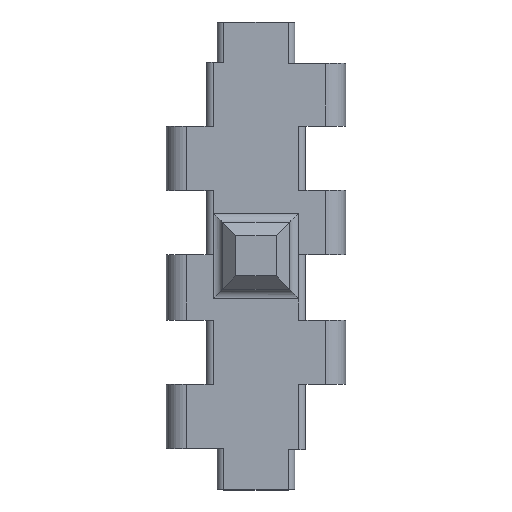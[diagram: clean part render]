
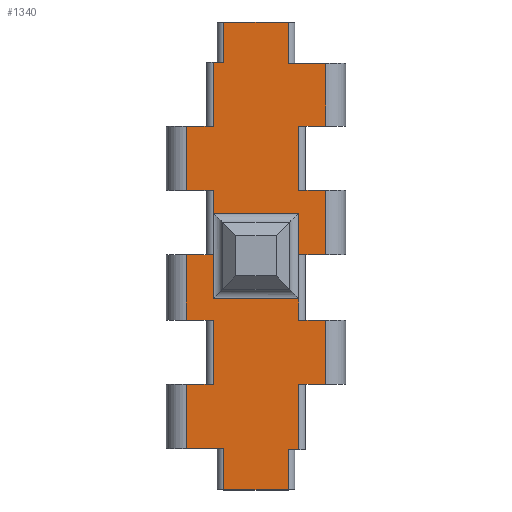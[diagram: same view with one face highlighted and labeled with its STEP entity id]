
A CAD part, top view. The second image highlights one B-rep face of the part: STEP entity #1340.
In plain terms, the highlighted planar face has unit normal (0, 0, 1).
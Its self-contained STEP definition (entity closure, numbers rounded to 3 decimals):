
#79=FACE_BOUND('',#209,.T.);
#94=PLANE('',#1431);
#135=FACE_OUTER_BOUND('',#208,.T.);
#208=EDGE_LOOP('',(#918,#919,#920,#921,#922,#923,#924,#925,#926,#927,#928,
#929,#930,#931,#932,#933,#934,#935,#936,#937,#938,#939,#940,#941,#942,#943,
#944,#945,#946,#947,#948,#949));
#209=EDGE_LOOP('',(#950,#951,#952,#953));
#292=LINE('',#1984,#426);
#294=LINE('',#1992,#428);
#296=LINE('',#1998,#430);
#299=LINE('',#2004,#433);
#305=LINE('',#2018,#439);
#306=LINE('',#2020,#440);
#307=LINE('',#2022,#441);
#308=LINE('',#2024,#442);
#309=LINE('',#2026,#443);
#310=LINE('',#2028,#444);
#311=LINE('',#2030,#445);
#312=LINE('',#2032,#446);
#313=LINE('',#2034,#447);
#314=LINE('',#2036,#448);
#315=LINE('',#2038,#449);
#316=LINE('',#2040,#450);
#317=LINE('',#2042,#451);
#318=LINE('',#2044,#452);
#319=LINE('',#2046,#453);
#320=LINE('',#2048,#454);
#321=LINE('',#2050,#455);
#322=LINE('',#2052,#456);
#323=LINE('',#2054,#457);
#324=LINE('',#2056,#458);
#325=LINE('',#2058,#459);
#326=LINE('',#2060,#460);
#327=LINE('',#2062,#461);
#328=LINE('',#2064,#462);
#329=LINE('',#2066,#463);
#330=LINE('',#2068,#464);
#331=LINE('',#2070,#465);
#332=LINE('',#2072,#466);
#333=LINE('',#2074,#467);
#334=LINE('',#2076,#468);
#335=LINE('',#2078,#469);
#336=LINE('',#2079,#470);
#426=VECTOR('',#1566,10.);
#428=VECTOR('',#1574,10.);
#430=VECTOR('',#1580,10.);
#433=VECTOR('',#1587,10.);
#439=VECTOR('',#1599,10.);
#440=VECTOR('',#1600,10.);
#441=VECTOR('',#1601,10.);
#442=VECTOR('',#1602,10.);
#443=VECTOR('',#1603,10.);
#444=VECTOR('',#1604,10.);
#445=VECTOR('',#1605,10.);
#446=VECTOR('',#1606,10.);
#447=VECTOR('',#1607,10.);
#448=VECTOR('',#1608,10.);
#449=VECTOR('',#1609,10.);
#450=VECTOR('',#1610,10.);
#451=VECTOR('',#1611,10.);
#452=VECTOR('',#1612,10.);
#453=VECTOR('',#1613,10.);
#454=VECTOR('',#1614,10.);
#455=VECTOR('',#1615,10.);
#456=VECTOR('',#1616,10.);
#457=VECTOR('',#1617,10.);
#458=VECTOR('',#1618,10.);
#459=VECTOR('',#1619,10.);
#460=VECTOR('',#1620,10.);
#461=VECTOR('',#1621,10.);
#462=VECTOR('',#1622,10.);
#463=VECTOR('',#1623,10.);
#464=VECTOR('',#1624,10.);
#465=VECTOR('',#1625,10.);
#466=VECTOR('',#1626,10.);
#467=VECTOR('',#1627,10.);
#468=VECTOR('',#1628,10.);
#469=VECTOR('',#1629,10.);
#470=VECTOR('',#1630,10.);
#560=VERTEX_POINT('',#1982);
#561=VERTEX_POINT('',#1983);
#564=VERTEX_POINT('',#1991);
#566=VERTEX_POINT('',#1997);
#571=VERTEX_POINT('',#2016);
#572=VERTEX_POINT('',#2017);
#573=VERTEX_POINT('',#2019);
#574=VERTEX_POINT('',#2021);
#575=VERTEX_POINT('',#2023);
#576=VERTEX_POINT('',#2025);
#577=VERTEX_POINT('',#2027);
#578=VERTEX_POINT('',#2029);
#579=VERTEX_POINT('',#2031);
#580=VERTEX_POINT('',#2033);
#581=VERTEX_POINT('',#2035);
#582=VERTEX_POINT('',#2037);
#583=VERTEX_POINT('',#2039);
#584=VERTEX_POINT('',#2041);
#585=VERTEX_POINT('',#2043);
#586=VERTEX_POINT('',#2045);
#587=VERTEX_POINT('',#2047);
#588=VERTEX_POINT('',#2049);
#589=VERTEX_POINT('',#2051);
#590=VERTEX_POINT('',#2053);
#591=VERTEX_POINT('',#2055);
#592=VERTEX_POINT('',#2057);
#593=VERTEX_POINT('',#2059);
#594=VERTEX_POINT('',#2061);
#595=VERTEX_POINT('',#2063);
#596=VERTEX_POINT('',#2065);
#597=VERTEX_POINT('',#2067);
#598=VERTEX_POINT('',#2069);
#599=VERTEX_POINT('',#2071);
#600=VERTEX_POINT('',#2073);
#601=VERTEX_POINT('',#2075);
#602=VERTEX_POINT('',#2077);
#692=EDGE_CURVE('',#560,#561,#292,.T.);
#696=EDGE_CURVE('',#561,#564,#294,.T.);
#699=EDGE_CURVE('',#564,#566,#296,.T.);
#703=EDGE_CURVE('',#566,#560,#299,.T.);
#709=EDGE_CURVE('',#571,#572,#305,.T.);
#710=EDGE_CURVE('',#571,#573,#306,.T.);
#711=EDGE_CURVE('',#574,#573,#307,.T.);
#712=EDGE_CURVE('',#574,#575,#308,.T.);
#713=EDGE_CURVE('',#576,#575,#309,.T.);
#714=EDGE_CURVE('',#576,#577,#310,.T.);
#715=EDGE_CURVE('',#578,#577,#311,.T.);
#716=EDGE_CURVE('',#578,#579,#312,.T.);
#717=EDGE_CURVE('',#580,#579,#313,.T.);
#718=EDGE_CURVE('',#580,#581,#314,.T.);
#719=EDGE_CURVE('',#582,#581,#315,.T.);
#720=EDGE_CURVE('',#582,#583,#316,.T.);
#721=EDGE_CURVE('',#584,#583,#317,.T.);
#722=EDGE_CURVE('',#584,#585,#318,.T.);
#723=EDGE_CURVE('',#586,#585,#319,.T.);
#724=EDGE_CURVE('',#586,#587,#320,.T.);
#725=EDGE_CURVE('',#588,#587,#321,.T.);
#726=EDGE_CURVE('',#588,#589,#322,.T.);
#727=EDGE_CURVE('',#590,#589,#323,.T.);
#728=EDGE_CURVE('',#590,#591,#324,.T.);
#729=EDGE_CURVE('',#592,#591,#325,.T.);
#730=EDGE_CURVE('',#592,#593,#326,.T.);
#731=EDGE_CURVE('',#594,#593,#327,.T.);
#732=EDGE_CURVE('',#594,#595,#328,.T.);
#733=EDGE_CURVE('',#596,#595,#329,.T.);
#734=EDGE_CURVE('',#596,#597,#330,.T.);
#735=EDGE_CURVE('',#598,#597,#331,.T.);
#736=EDGE_CURVE('',#598,#599,#332,.T.);
#737=EDGE_CURVE('',#600,#599,#333,.T.);
#738=EDGE_CURVE('',#600,#601,#334,.T.);
#739=EDGE_CURVE('',#602,#601,#335,.T.);
#740=EDGE_CURVE('',#602,#572,#336,.T.);
#918=ORIENTED_EDGE('',*,*,#709,.F.);
#919=ORIENTED_EDGE('',*,*,#710,.T.);
#920=ORIENTED_EDGE('',*,*,#711,.F.);
#921=ORIENTED_EDGE('',*,*,#712,.T.);
#922=ORIENTED_EDGE('',*,*,#713,.F.);
#923=ORIENTED_EDGE('',*,*,#714,.T.);
#924=ORIENTED_EDGE('',*,*,#715,.F.);
#925=ORIENTED_EDGE('',*,*,#716,.T.);
#926=ORIENTED_EDGE('',*,*,#717,.F.);
#927=ORIENTED_EDGE('',*,*,#718,.T.);
#928=ORIENTED_EDGE('',*,*,#719,.F.);
#929=ORIENTED_EDGE('',*,*,#720,.T.);
#930=ORIENTED_EDGE('',*,*,#721,.F.);
#931=ORIENTED_EDGE('',*,*,#722,.T.);
#932=ORIENTED_EDGE('',*,*,#723,.F.);
#933=ORIENTED_EDGE('',*,*,#724,.T.);
#934=ORIENTED_EDGE('',*,*,#725,.F.);
#935=ORIENTED_EDGE('',*,*,#726,.T.);
#936=ORIENTED_EDGE('',*,*,#727,.F.);
#937=ORIENTED_EDGE('',*,*,#728,.T.);
#938=ORIENTED_EDGE('',*,*,#729,.F.);
#939=ORIENTED_EDGE('',*,*,#730,.T.);
#940=ORIENTED_EDGE('',*,*,#731,.F.);
#941=ORIENTED_EDGE('',*,*,#732,.T.);
#942=ORIENTED_EDGE('',*,*,#733,.F.);
#943=ORIENTED_EDGE('',*,*,#734,.T.);
#944=ORIENTED_EDGE('',*,*,#735,.F.);
#945=ORIENTED_EDGE('',*,*,#736,.T.);
#946=ORIENTED_EDGE('',*,*,#737,.F.);
#947=ORIENTED_EDGE('',*,*,#738,.T.);
#948=ORIENTED_EDGE('',*,*,#739,.F.);
#949=ORIENTED_EDGE('',*,*,#740,.T.);
#950=ORIENTED_EDGE('',*,*,#692,.F.);
#951=ORIENTED_EDGE('',*,*,#703,.F.);
#952=ORIENTED_EDGE('',*,*,#699,.F.);
#953=ORIENTED_EDGE('',*,*,#696,.F.);
#1340=ADVANCED_FACE('',(#135,#79),#94,.T.);
#1431=AXIS2_PLACEMENT_3D('',#2015,#1597,#1598);
#1566=DIRECTION('',(1.,0.,0.));
#1574=DIRECTION('',(0.,1.,0.));
#1580=DIRECTION('',(-1.,0.,0.));
#1587=DIRECTION('',(0.,-1.,0.));
#1597=DIRECTION('center_axis',(0.,0.,1.));
#1598=DIRECTION('ref_axis',(1.,0.,0.));
#1599=DIRECTION('',(0.,-1.,0.));
#1600=DIRECTION('',(1.,0.,0.));
#1601=DIRECTION('',(0.,-1.,0.));
#1602=DIRECTION('',(1.,0.,0.));
#1603=DIRECTION('',(0.,-1.,0.));
#1604=DIRECTION('',(-1.,0.,0.));
#1605=DIRECTION('',(0.,-1.,0.));
#1606=DIRECTION('',(1.,0.,0.));
#1607=DIRECTION('',(0.,-1.,0.));
#1608=DIRECTION('',(-1.,0.,0.));
#1609=DIRECTION('',(0.,-1.,0.));
#1610=DIRECTION('',(1.,0.,0.));
#1611=DIRECTION('',(0.,-1.,0.));
#1612=DIRECTION('',(-1.,0.,0.));
#1613=DIRECTION('',(0.,-1.,0.));
#1614=DIRECTION('',(-1.,0.,0.));
#1615=DIRECTION('',(0.,1.,0.));
#1616=DIRECTION('',(-1.,0.,0.));
#1617=DIRECTION('',(0.,1.,0.));
#1618=DIRECTION('',(-1.,0.,0.));
#1619=DIRECTION('',(0.,1.,0.));
#1620=DIRECTION('',(1.,0.,0.));
#1621=DIRECTION('',(0.,1.,0.));
#1622=DIRECTION('',(-1.,0.,0.));
#1623=DIRECTION('',(0.,1.,0.));
#1624=DIRECTION('',(1.,0.,0.));
#1625=DIRECTION('',(0.,1.,0.));
#1626=DIRECTION('',(-1.,0.,0.));
#1627=DIRECTION('',(0.,1.,0.));
#1628=DIRECTION('',(1.,0.,0.));
#1629=DIRECTION('',(0.,1.,0.));
#1630=DIRECTION('',(1.,0.,0.));
#1982=CARTESIAN_POINT('',(-3.198,14.302,3.));
#1983=CARTESIAN_POINT('',(3.198,14.302,3.));
#1984=CARTESIAN_POINT('',(-1.25,14.302,3.));
#1991=CARTESIAN_POINT('',(3.198,20.698,3.));
#1992=CARTESIAN_POINT('',(3.198,16.25,3.));
#1997=CARTESIAN_POINT('',(-3.198,20.698,3.));
#1998=CARTESIAN_POINT('',(1.25,20.698,3.));
#2004=CARTESIAN_POINT('',(-3.198,18.75,3.));
#2015=CARTESIAN_POINT('Origin',(0.,17.5,3.));
#2016=CARTESIAN_POINT('',(2.399,3.,3.));
#2017=CARTESIAN_POINT('',(2.399,0.,3.));
#2018=CARTESIAN_POINT('',(2.399,8.75,3.));
#2019=CARTESIAN_POINT('',(3.199,3.,3.));
#2020=CARTESIAN_POINT('',(3.699,3.,3.));
#2021=CARTESIAN_POINT('',(3.199,7.9,3.));
#2022=CARTESIAN_POINT('',(3.199,10.25,3.));
#2023=CARTESIAN_POINT('',(5.199,7.9,3.));
#2024=CARTESIAN_POINT('',(3.699,7.9,3.));
#2025=CARTESIAN_POINT('',(5.199,12.7,3.));
#2026=CARTESIAN_POINT('',(5.199,12.7,3.));
#2027=CARTESIAN_POINT('',(3.199,12.7,3.));
#2028=CARTESIAN_POINT('',(3.699,12.7,3.));
#2029=CARTESIAN_POINT('',(3.199,17.6,3.));
#2030=CARTESIAN_POINT('',(3.199,15.1,3.));
#2031=CARTESIAN_POINT('',(5.199,17.6,3.));
#2032=CARTESIAN_POINT('',(3.699,17.6,3.));
#2033=CARTESIAN_POINT('',(5.199,22.4,3.));
#2034=CARTESIAN_POINT('',(5.199,17.55,3.));
#2035=CARTESIAN_POINT('',(3.199,22.4,3.));
#2036=CARTESIAN_POINT('',(3.699,22.4,3.));
#2037=CARTESIAN_POINT('',(3.199,27.2,3.));
#2038=CARTESIAN_POINT('',(3.199,19.95,3.));
#2039=CARTESIAN_POINT('',(5.199,27.2,3.));
#2040=CARTESIAN_POINT('',(3.699,27.2,3.));
#2041=CARTESIAN_POINT('',(5.199,31.9,3.));
#2042=CARTESIAN_POINT('',(5.199,22.35,3.));
#2043=CARTESIAN_POINT('',(2.399,31.9,3.));
#2044=CARTESIAN_POINT('',(3.699,31.9,3.));
#2045=CARTESIAN_POINT('',(2.399,35.,3.));
#2046=CARTESIAN_POINT('',(2.399,24.7,3.));
#2047=CARTESIAN_POINT('',(-2.399,35.,3.));
#2048=CARTESIAN_POINT('',(3.699,35.,3.));
#2049=CARTESIAN_POINT('',(-2.399,32.,3.));
#2050=CARTESIAN_POINT('',(-2.399,26.25,3.));
#2051=CARTESIAN_POINT('',(-3.199,32.,3.));
#2052=CARTESIAN_POINT('',(3.699,32.,3.));
#2053=CARTESIAN_POINT('',(-3.199,27.2,3.));
#2054=CARTESIAN_POINT('',(-3.199,24.75,3.));
#2055=CARTESIAN_POINT('',(-5.199,27.2,3.));
#2056=CARTESIAN_POINT('',(-3.699,27.2,3.));
#2057=CARTESIAN_POINT('',(-5.199,22.4,3.));
#2058=CARTESIAN_POINT('',(-5.199,22.35,3.));
#2059=CARTESIAN_POINT('',(-3.199,22.4,3.));
#2060=CARTESIAN_POINT('',(-3.699,22.4,3.));
#2061=CARTESIAN_POINT('',(-3.199,17.6,3.));
#2062=CARTESIAN_POINT('',(-3.199,19.95,3.));
#2063=CARTESIAN_POINT('',(-5.199,17.6,3.));
#2064=CARTESIAN_POINT('',(-3.699,17.6,3.));
#2065=CARTESIAN_POINT('',(-5.199,12.7,3.));
#2066=CARTESIAN_POINT('',(-5.199,17.55,3.));
#2067=CARTESIAN_POINT('',(-3.199,12.7,3.));
#2068=CARTESIAN_POINT('',(-3.699,12.7,3.));
#2069=CARTESIAN_POINT('',(-3.199,7.9,3.));
#2070=CARTESIAN_POINT('',(-3.199,15.1,3.));
#2071=CARTESIAN_POINT('',(-5.199,7.9,3.));
#2072=CARTESIAN_POINT('',(-3.699,7.9,3.));
#2073=CARTESIAN_POINT('',(-5.199,3.1,3.));
#2074=CARTESIAN_POINT('',(-5.199,12.7,3.));
#2075=CARTESIAN_POINT('',(-2.399,3.1,3.));
#2076=CARTESIAN_POINT('',(-6.699,3.1,3.));
#2077=CARTESIAN_POINT('',(-2.399,0.,3.));
#2078=CARTESIAN_POINT('',(-2.399,10.3,3.));
#2079=CARTESIAN_POINT('',(0.,0.,3.));
